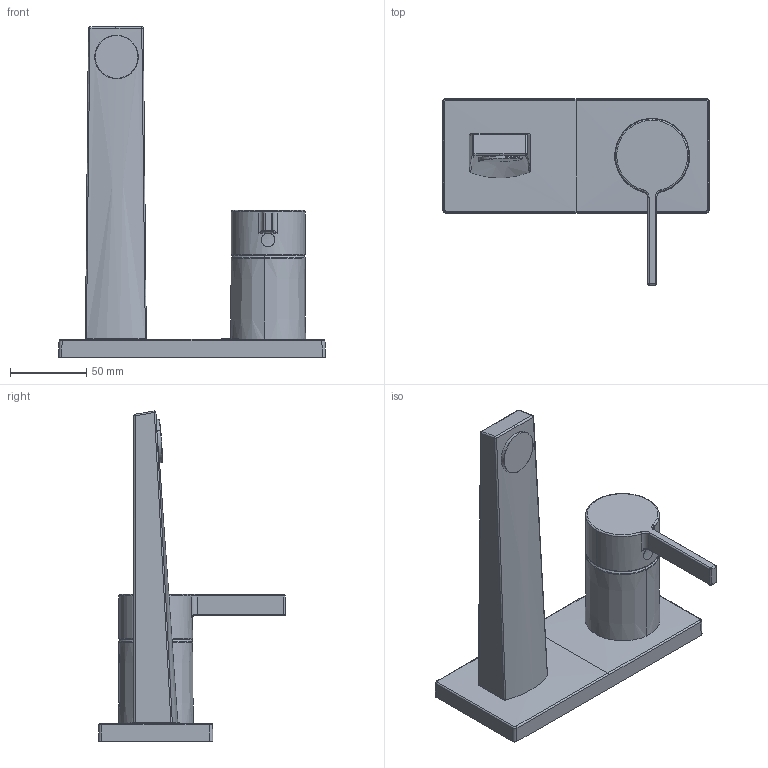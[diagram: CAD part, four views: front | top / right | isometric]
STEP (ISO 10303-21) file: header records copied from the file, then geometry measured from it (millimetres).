
FILE_DESCRIPTION (( 'STEP AP203' ), '1' );
FILE_NAME ('57572183(2020).STEP', '2020-02-18T13:02:08', ( '' ), ( '' ), 'SwSTEP 2.0', 'SolidWorks 2016', '' );
FILE_SCHEMA (( 'CONFIG_CONTROL_DESIGN' ));
Length unit declared in the file: millimetre
Products named in the file (1): 57572183(2020)
Bounding box: 175 x 122.55 x 216.82 mm (x, y, z)
Volume: 482592.6 mm3; surface area: 71067.2 mm2
Topology: 1 solids, 1 shells, 88 faces, 203 edges, 111 vertices
Faces by surface type: bspline 38, cylinder 25, plane 17, torus 4, cone 2, sphere 2
Entity records: 4115 total; most frequent: CARTESIAN_POINT 2362, ORIENTED_EDGE 384, DIRECTION 291, EDGE_CURVE 192, AXIS2_PLACEMENT_3D 119, VERTEX_POINT 111, EDGE_LOOP 93, FACE_OUTER_BOUND 88
